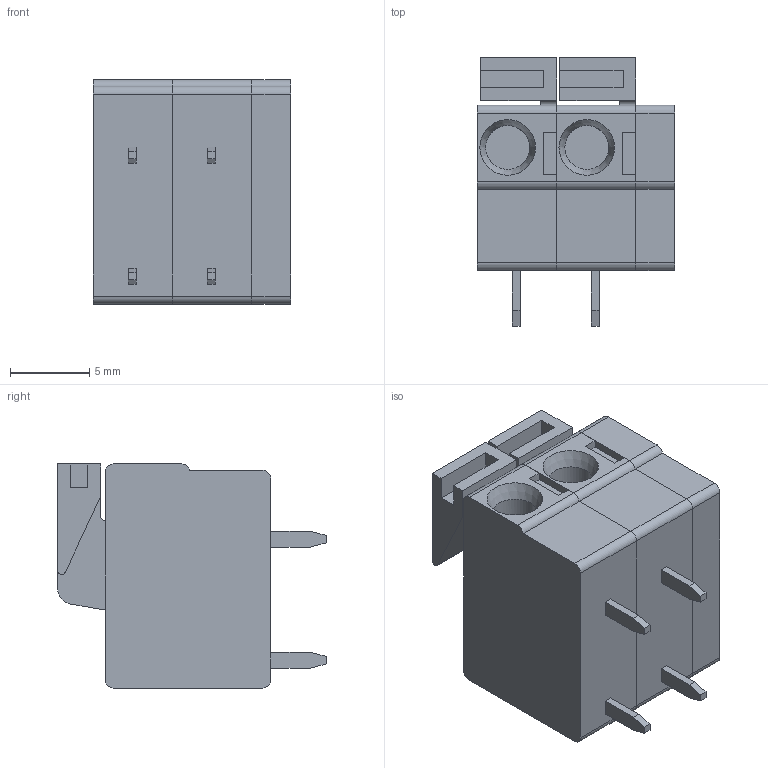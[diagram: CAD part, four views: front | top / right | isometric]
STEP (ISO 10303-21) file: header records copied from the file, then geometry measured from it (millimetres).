
FILE_DESCRIPTION(('STEP AP203'), '1');
FILE_NAME('2 pin', '', ('UNSPECIFIED'), ('UNSPECIFIED'), 'C3D Converter', 'C3D Toolkit', '');
FILE_SCHEMA(('CONFIG_CONTROL_DESIGN'));
Length unit declared in the file: millimetre
Products named in the file (3): DG142R-2-5.08
Assembly tree (3 placements, depth 2):
  (unnamed)
    DG142R-2-5.08  x2
    DG142R-2-5.08
Bounding box: 12.4 x 16.9 x 14.1 mm (x, y, z)
Volume: 1790.6 mm3; surface area: 1978.1 mm2
Topology: 9 solids, 9 shells, 124 faces, 310 edges, 206 vertices
Faces by surface type: plane 99, cylinder 23, cone 2
Full cylindrical faces by diameter (mm): 2.772 x2
Entity records: 2841 total; most frequent: CARTESIAN_POINT 457, DIRECTION 339, ORIENTED_EDGE 336, EDGE_CURVE 168, LINE 139, VECTOR 139, VERTEX_POINT 113, AXIS2_PLACEMENT_3D 100
